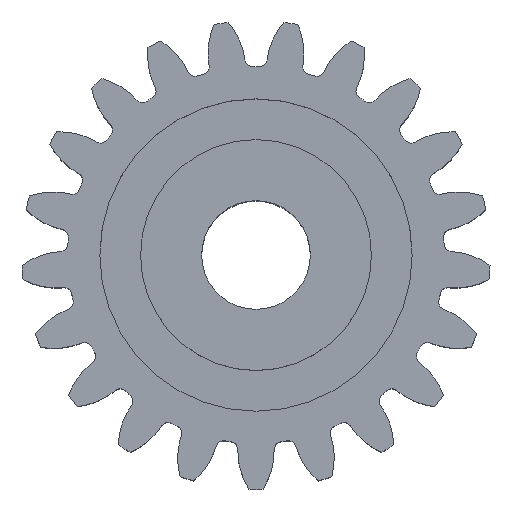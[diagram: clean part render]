
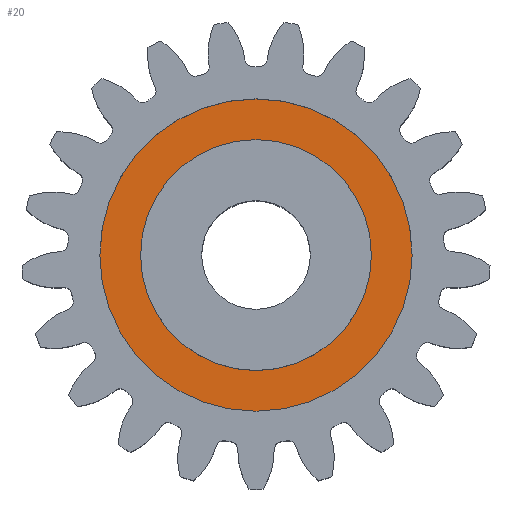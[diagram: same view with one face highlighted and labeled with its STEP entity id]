
A CAD part, top view. The second image highlights one B-rep face of the part: STEP entity #20.
In plain terms, the highlighted planar face has unit normal (0, 0, 1).
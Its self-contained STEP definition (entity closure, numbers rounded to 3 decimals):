
#20 = ADVANCED_FACE ( 'NONE', ( #488, #444 ), #479, .F. ) ;
#21 = ORIENTED_EDGE ( 'NONE', *, *, #33, .T. ) ;
#23 = EDGE_LOOP ( 'NONE', ( #24, #21 ) ) ;
#24 = ORIENTED_EDGE ( 'NONE', *, *, #1163, .T. ) ;
#33 = EDGE_CURVE ( 'NONE', #1168, #1153, #518, .T. ) ;
#34 = EDGE_CURVE ( 'NONE', #1239, #1157, #537, .T. ) ;
#37 = EDGE_LOOP ( 'NONE', ( #44, #42 ) ) ;
#42 = ORIENTED_EDGE ( 'NONE', *, *, #1236, .F. ) ;
#44 = ORIENTED_EDGE ( 'NONE', *, *, #34, .F. ) ;
#444 = FACE_OUTER_BOUND ( 'NONE', #37, .T. ) ;
#452 = CARTESIAN_POINT ( 'NONE',  ( 0., 0., 8.5 ) ) ;
#473 = AXIS2_PLACEMENT_3D ( 'NONE', #452, #495, #491 ) ;
#479 = PLANE ( 'NONE',  #473 ) ;
#488 = FACE_BOUND ( 'NONE', #23, .T. ) ;
#491 = DIRECTION ( 'NONE',  ( -1., 0., 0. ) ) ;
#495 = DIRECTION ( 'NONE',  ( 0., 0., -1. ) ) ;
#517 = AXIS2_PLACEMENT_3D ( 'NONE', #534, #533, #532 ) ;
#518 = CIRCLE ( 'NONE', #517, 8.5 ) ;
#531 = AXIS2_PLACEMENT_3D ( 'NONE', #539, #543, #542 ) ;
#532 = DIRECTION ( 'NONE',  ( -1., 0., 0. ) ) ;
#533 = DIRECTION ( 'NONE',  ( 0., 0., -1. ) ) ;
#534 = CARTESIAN_POINT ( 'NONE',  ( 0., 0., 8.5 ) ) ;
#537 = CIRCLE ( 'NONE', #531, 11.5 ) ;
#539 = CARTESIAN_POINT ( 'NONE',  ( 0., 0., 8.5 ) ) ;
#542 = DIRECTION ( 'NONE',  ( -1., 0., 0. ) ) ;
#543 = DIRECTION ( 'NONE',  ( 0., 0., -1. ) ) ;
#1153 = VERTEX_POINT ( 'NONE', #3194 ) ;
#1157 = VERTEX_POINT ( 'NONE', #3188 ) ;
#1163 = EDGE_CURVE ( 'NONE', #1153, #1168, #3180, .T. ) ;
#1168 = VERTEX_POINT ( 'NONE', #3228 ) ;
#1236 = EDGE_CURVE ( 'NONE', #1157, #1239, #2665, .T. ) ;
#1239 = VERTEX_POINT ( 'NONE', #3508 ) ;
#2650 = DIRECTION ( 'NONE',  ( -1., 0., 0. ) ) ;
#2654 = DIRECTION ( 'NONE',  ( 0., 0., -1. ) ) ;
#2655 = CARTESIAN_POINT ( 'NONE',  ( 0., 0., 8.5 ) ) ;
#2658 = AXIS2_PLACEMENT_3D ( 'NONE', #2655, #2654, #2650 ) ;
#2665 = CIRCLE ( 'NONE', #2658, 11.5 ) ;
#3180 = CIRCLE ( 'NONE', #3189, 8.5 ) ;
#3188 = CARTESIAN_POINT ( 'NONE',  ( 11.5, 0., 8.5 ) ) ;
#3189 = AXIS2_PLACEMENT_3D ( 'NONE', #3225, #3224, #3223 ) ;
#3194 = CARTESIAN_POINT ( 'NONE',  ( -8.5, 0., 8.5 ) ) ;
#3223 = DIRECTION ( 'NONE',  ( -1., 0., 0. ) ) ;
#3224 = DIRECTION ( 'NONE',  ( 0., 0., -1. ) ) ;
#3225 = CARTESIAN_POINT ( 'NONE',  ( 0., 0., 8.5 ) ) ;
#3228 = CARTESIAN_POINT ( 'NONE',  ( 8.5, 0., 8.5 ) ) ;
#3508 = CARTESIAN_POINT ( 'NONE',  ( -11.5, 0., 8.5 ) ) ;
